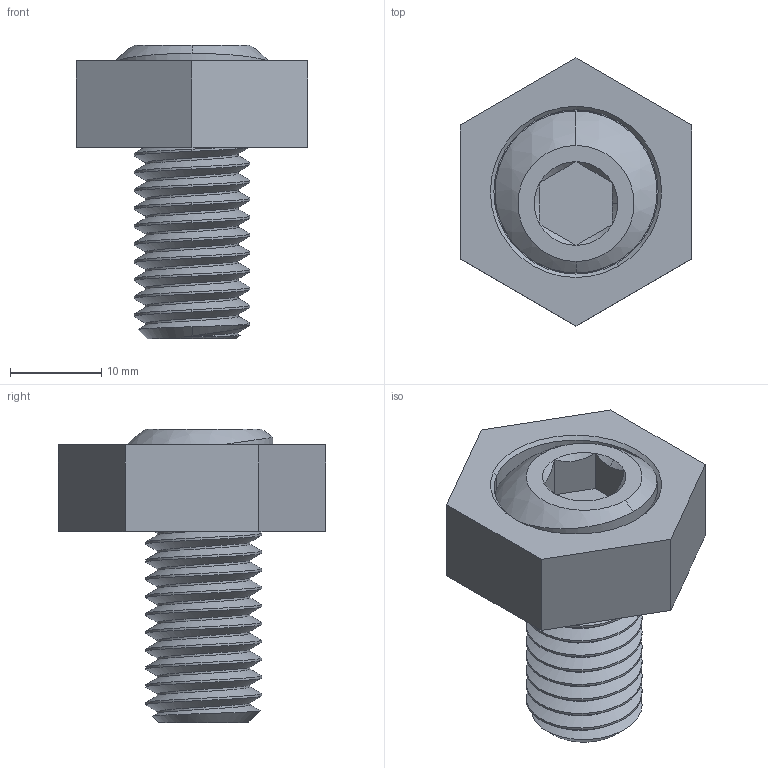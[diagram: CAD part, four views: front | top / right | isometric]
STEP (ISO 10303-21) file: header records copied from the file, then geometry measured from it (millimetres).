
FILE_DESCRIPTION (( 'STEP AP214' ), '1' );
FILE_NAME ('10208.STEP', '2019-09-11T20:46:28', ( 'Mike W' ), ( '' ), 'SwSTEP 2.0', 'SolidWorks 2018', '' );
FILE_SCHEMA (( 'AUTOMOTIVE_DESIGN' ));
Length unit declared in the file: inch
Products named in the file (3): 10588_10588; 10373_10373; 10208
Assembly tree (2 placements, depth 2):
  10208
    10373_10373
    10588_10588
Bounding box: 25.4 x 29.33 x 32.13 mm (x, y, z)
Volume: 6860.2 mm3; surface area: 4504.5 mm2
Topology: 2 solids, 2 shells, 67 faces, 166 edges, 106 vertices
Faces by surface type: cylinder 31, plane 19, cone 12, bspline 3, sphere 2
Entity records: 4921 total; most frequent: CARTESIAN_POINT 3392, ORIENTED_EDGE 332, DIRECTION 258, EDGE_CURVE 166, VERTEX_POINT 106, AXIS2_PLACEMENT_3D 96, EDGE_LOOP 72, ADVANCED_FACE 67
